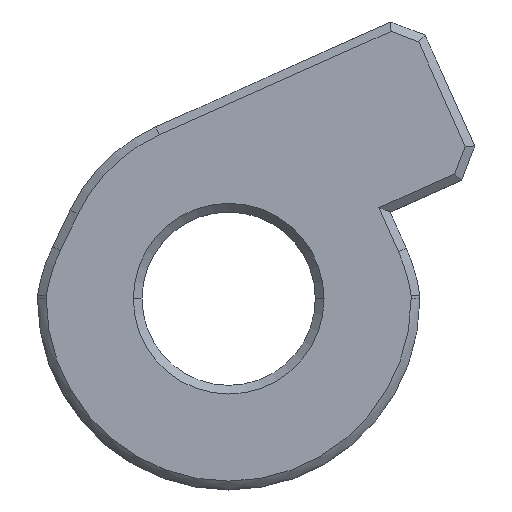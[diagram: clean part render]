
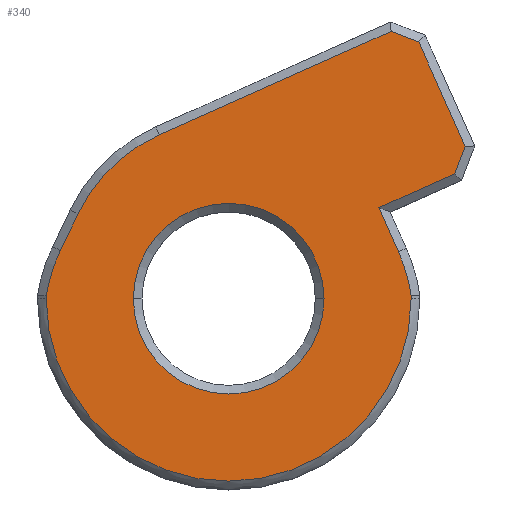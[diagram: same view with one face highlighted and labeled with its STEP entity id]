
A CAD part, top view. The second image highlights one B-rep face of the part: STEP entity #340.
In plain terms, the highlighted planar face has unit normal (0, 0, 1).
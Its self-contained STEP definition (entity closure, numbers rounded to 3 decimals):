
#13 = EDGE_CURVE ( 'NONE', #549, #1260, #602, .T. ) ;
#38 = EDGE_CURVE ( 'NONE', #446, #780, #871, .T. ) ;
#42 = LINE ( 'NONE', #750, #909 ) ;
#60 = CARTESIAN_POINT ( 'NONE',  ( 14.238, -7.254, 0. ) ) ;
#61 = EDGE_CURVE ( 'NONE', #525, #1294, #837, .T. ) ;
#97 = DIRECTION ( 'NONE',  ( -1., 0., 0. ) ) ;
#102 = DIRECTION ( 'NONE',  ( -0.913, -0.408, 0. ) ) ;
#129 = ORIENTED_EDGE ( 'NONE', *, *, #1024, .T. ) ;
#143 = EDGE_CURVE ( 'NONE', #953, #227, #447, .T. ) ;
#169 = VERTEX_POINT ( 'NONE', #629 ) ;
#173 = CARTESIAN_POINT ( 'NONE',  ( -1.145, -1.35, 0. ) ) ;
#187 = EDGE_CURVE ( 'NONE', #1184, #439, #42, .T. ) ;
#192 = DIRECTION ( 'NONE',  ( 0., 0., -1. ) ) ;
#196 = VERTEX_POINT ( 'NONE', #1115 ) ;
#223 = CARTESIAN_POINT ( 'NONE',  ( -3.994, 9.452, 0. ) ) ;
#225 = AXIS2_PLACEMENT_3D ( 'NONE', #915, #238, #1028 ) ;
#227 = VERTEX_POINT ( 'NONE', #764 ) ;
#238 = DIRECTION ( 'NONE',  ( 0., 0., -1. ) ) ;
#253 = CARTESIAN_POINT ( 'NONE',  ( 9.173, 15.49, 0. ) ) ;
#254 = AXIS2_PLACEMENT_3D ( 'NONE', #978, #302, #1091 ) ;
#266 = LINE ( 'NONE', #60, #1444 ) ;
#274 = VECTOR ( 'NONE', #1335, 1000. ) ;
#278 = CARTESIAN_POINT ( 'NONE',  ( 9.366, 15.416, 0. ) ) ;
#285 = DIRECTION ( 'NONE',  ( -1., 0., 0. ) ) ;
#288 = CIRCLE ( 'NONE', #295, 9.5 ) ;
#293 = ORIENTED_EDGE ( 'NONE', *, *, #1270, .T. ) ;
#295 = AXIS2_PLACEMENT_3D ( 'NONE', #1463, #775, #97 ) ;
#302 = DIRECTION ( 'NONE',  ( 0., 0., -1. ) ) ;
#304 = DIRECTION ( 'NONE',  ( -0.408, 0.913, 0. ) ) ;
#307 = CARTESIAN_POINT ( 'NONE',  ( -12.742, -3.535, 0. ) ) ;
#314 = ORIENTED_EDGE ( 'NONE', *, *, #899, .T. ) ;
#318 = EDGE_CURVE ( 'NONE', #227, #1131, #389, .T. ) ;
#337 = ORIENTED_EDGE ( 'NONE', *, *, #13, .T. ) ;
#340 = ADVANCED_FACE ( 'NONE', ( #945, #1261 ), #865, .F. ) ;
#344 = EDGE_CURVE ( 'NONE', #563, #953, #349, .T. ) ;
#349 = CIRCLE ( 'NONE', #481, 10.526 ) ;
#358 = CARTESIAN_POINT ( 'NONE',  ( 10.526, 0.157, 0. ) ) ;
#359 = ORIENTED_EDGE ( 'NONE', *, *, #1379, .T. ) ;
#366 = DIRECTION ( 'NONE',  ( 0., 0., -1. ) ) ;
#389 = CIRCLE ( 'NONE', #254, 10.526 ) ;
#409 = LINE ( 'NONE', #981, #713 ) ;
#415 = CARTESIAN_POINT ( 'NONE',  ( 4.245, -11.716, 0. ) ) ;
#426 = VERTEX_POINT ( 'NONE', #358 ) ;
#436 = AXIS2_PLACEMENT_3D ( 'NONE', #1381, #1146, #1179 ) ;
#439 = VERTEX_POINT ( 'NONE', #1385 ) ;
#446 = VERTEX_POINT ( 'NONE', #698 ) ;
#447 = CIRCLE ( 'NONE', #735, 10.526 ) ;
#481 = AXIS2_PLACEMENT_3D ( 'NONE', #873, #192, #988 ) ;
#514 = CARTESIAN_POINT ( 'NONE',  ( 0., 0., 0. ) ) ;
#524 = DIRECTION ( 'NONE',  ( -1., 0., 0. ) ) ;
#525 = VERTEX_POINT ( 'NONE', #223 ) ;
#549 = VERTEX_POINT ( 'NONE', #677 ) ;
#555 = LINE ( 'NONE', #891, #824 ) ;
#558 = AXIS2_PLACEMENT_3D ( 'NONE', #415, #1217, #524 ) ;
#562 = ORIENTED_EDGE ( 'NONE', *, *, #143, .F. ) ;
#563 = VERTEX_POINT ( 'NONE', #778 ) ;
#583 = CARTESIAN_POINT ( 'NONE',  ( -5.5, 0., 0. ) ) ;
#602 = LINE ( 'NONE', #253, #1215 ) ;
#624 = DIRECTION ( 'NONE',  ( -1., 0., 0. ) ) ;
#629 = CARTESIAN_POINT ( 'NONE',  ( 9.794, 2.7, 0. ) ) ;
#635 = DIRECTION ( 'NONE',  ( 0.357, 0.934, 0. ) ) ;
#636 = EDGE_CURVE ( 'NONE', #439, #196, #786, .T. ) ;
#670 = EDGE_CURVE ( 'NONE', #1294, #993, #1384, .T. ) ;
#677 = CARTESIAN_POINT ( 'NONE',  ( 10.961, 14.806, 0. ) ) ;
#698 = CARTESIAN_POINT ( 'NONE',  ( 5.5, 0., 0. ) ) ;
#713 = VECTOR ( 'NONE', #304, 1000. ) ;
#735 = AXIS2_PLACEMENT_3D ( 'NONE', #514, #1317, #624 ) ;
#739 = CARTESIAN_POINT ( 'NONE',  ( -8.68, 4.899, 0. ) ) ;
#750 = CARTESIAN_POINT ( 'NONE',  ( -1.335, 0.783, 0. ) ) ;
#753 = ORIENTED_EDGE ( 'NONE', *, *, #318, .F. ) ;
#764 = CARTESIAN_POINT ( 'NONE',  ( -10.526, 0., 0. ) ) ;
#775 = DIRECTION ( 'NONE',  ( 0., 0., 1. ) ) ;
#778 = CARTESIAN_POINT ( 'NONE',  ( 10.525, 0.157, 0. ) ) ;
#780 = VERTEX_POINT ( 'NONE', #583 ) ;
#786 = LINE ( 'NONE', #1329, #1364 ) ;
#794 = EDGE_LOOP ( 'NONE', ( #1356, #359 ) ) ;
#824 = VECTOR ( 'NONE', #102, 1000. ) ;
#837 = CIRCLE ( 'NONE', #436, 9.5 ) ;
#853 = DIRECTION ( 'NONE',  ( -0.408, 0.913, 0. ) ) ;
#865 = PLANE ( 'NONE',  #558 ) ;
#869 = CIRCLE ( 'NONE', #905, 9.5 ) ;
#871 = CIRCLE ( 'NONE', #1189, 5.5 ) ;
#873 = CARTESIAN_POINT ( 'NONE',  ( 0., 0., 0. ) ) ;
#891 = CARTESIAN_POINT ( 'NONE',  ( -5.004, 9.001, 0. ) ) ;
#899 = EDGE_CURVE ( 'NONE', #426, #169, #288, .T. ) ;
#905 = AXIS2_PLACEMENT_3D ( 'NONE', #173, #963, #285 ) ;
#909 = VECTOR ( 'NONE', #1332, 1000. ) ;
#915 = CARTESIAN_POINT ( 'NONE',  ( 0., 0., 0. ) ) ;
#927 = EDGE_CURVE ( 'NONE', #1260, #525, #555, .T. ) ;
#939 = ORIENTED_EDGE ( 'NONE', *, *, #1291, .T. ) ;
#945 = FACE_BOUND ( 'NONE', #794, .T. ) ;
#953 = VERTEX_POINT ( 'NONE', #1363 ) ;
#963 = DIRECTION ( 'NONE',  ( 0., 0., 1. ) ) ;
#978 = CARTESIAN_POINT ( 'NONE',  ( 0., 0., 0. ) ) ;
#981 = CARTESIAN_POINT ( 'NONE',  ( 19.717, -4.809, 0. ) ) ;
#988 = DIRECTION ( 'NONE',  ( -1., 0., 0. ) ) ;
#993 = VERTEX_POINT ( 'NONE', #1083 ) ;
#995 = CARTESIAN_POINT ( 'NONE',  ( -10.525, 0.157, 0. ) ) ;
#1024 = EDGE_CURVE ( 'NONE', #196, #549, #409, .T. ) ;
#1028 = DIRECTION ( 'NONE',  ( -1., 0., 0. ) ) ;
#1083 = CARTESIAN_POINT ( 'NONE',  ( -9.704, 2.772, 0. ) ) ;
#1091 = DIRECTION ( 'NONE',  ( -1., 0., 0. ) ) ;
#1100 = VECTOR ( 'NONE', #1195, 1000. ) ;
#1110 = ORIENTED_EDGE ( 'NONE', *, *, #927, .T. ) ;
#1115 = CARTESIAN_POINT ( 'NONE',  ( 13.645, 8.792, 0. ) ) ;
#1128 = CARTESIAN_POINT ( 'NONE',  ( 8.658, 5.244, 0. ) ) ;
#1131 = VERTEX_POINT ( 'NONE', #995 ) ;
#1141 = LINE ( 'NONE', #1310, #1100 ) ;
#1146 = DIRECTION ( 'NONE',  ( 0., 0., 1. ) ) ;
#1149 = ORIENTED_EDGE ( 'NONE', *, *, #1288, .T. ) ;
#1155 = CARTESIAN_POINT ( 'NONE',  ( 0., 0., 0. ) ) ;
#1163 = ORIENTED_EDGE ( 'NONE', *, *, #187, .T. ) ;
#1179 = DIRECTION ( 'NONE',  ( -1., 0., 0. ) ) ;
#1184 = VERTEX_POINT ( 'NONE', #1128 ) ;
#1188 = ORIENTED_EDGE ( 'NONE', *, *, #636, .T. ) ;
#1189 = AXIS2_PLACEMENT_3D ( 'NONE', #1155, #366, #1277 ) ;
#1195 = DIRECTION ( 'NONE',  ( 1., 0.015, 0. ) ) ;
#1203 = ORIENTED_EDGE ( 'NONE', *, *, #61, .T. ) ;
#1215 = VECTOR ( 'NONE', #1280, 1000. ) ;
#1217 = DIRECTION ( 'NONE',  ( 0., 0., -1. ) ) ;
#1260 = VERTEX_POINT ( 'NONE', #278 ) ;
#1261 = FACE_OUTER_BOUND ( 'NONE', #1306, .T. ) ;
#1270 = EDGE_CURVE ( 'NONE', #993, #1131, #869, .T. ) ;
#1277 = DIRECTION ( 'NONE',  ( -1., 0., 0. ) ) ;
#1280 = DIRECTION ( 'NONE',  ( -0.934, 0.357, 0. ) ) ;
#1288 = EDGE_CURVE ( 'NONE', #169, #1184, #266, .T. ) ;
#1291 = EDGE_CURVE ( 'NONE', #563, #426, #1141, .T. ) ;
#1294 = VERTEX_POINT ( 'NONE', #739 ) ;
#1303 = CIRCLE ( 'NONE', #225, 5.5 ) ;
#1306 = EDGE_LOOP ( 'NONE', ( #293, #753, #562, #1376, #939, #314, #1149, #1163, #1188, #129, #337, #1110, #1203, #1402 ) ) ;
#1310 = CARTESIAN_POINT ( 'NONE',  ( 15.999, 0.238, 0. ) ) ;
#1317 = DIRECTION ( 'NONE',  ( 0., 0., -1. ) ) ;
#1329 = CARTESIAN_POINT ( 'NONE',  ( 13.719, 8.986, 0. ) ) ;
#1332 = DIRECTION ( 'NONE',  ( 0.913, 0.408, 0. ) ) ;
#1335 = DIRECTION ( 'NONE',  ( -0.434, -0.901, 0. ) ) ;
#1356 = ORIENTED_EDGE ( 'NONE', *, *, #38, .T. ) ;
#1363 = CARTESIAN_POINT ( 'NONE',  ( 10.526, 0., 0. ) ) ;
#1364 = VECTOR ( 'NONE', #635, 1000. ) ;
#1376 = ORIENTED_EDGE ( 'NONE', *, *, #344, .F. ) ;
#1379 = EDGE_CURVE ( 'NONE', #780, #446, #1303, .T. ) ;
#1381 = CARTESIAN_POINT ( 'NONE',  ( -0.121, 0.777, 0. ) ) ;
#1384 = LINE ( 'NONE', #307, #274 ) ;
#1385 = CARTESIAN_POINT ( 'NONE',  ( 13.035, 7.198, 0. ) ) ;
#1402 = ORIENTED_EDGE ( 'NONE', *, *, #670, .T. ) ;
#1444 = VECTOR ( 'NONE', #853, 1000. ) ;
#1463 = CARTESIAN_POINT ( 'NONE',  ( 1.12, -1.173, 0. ) ) ;
